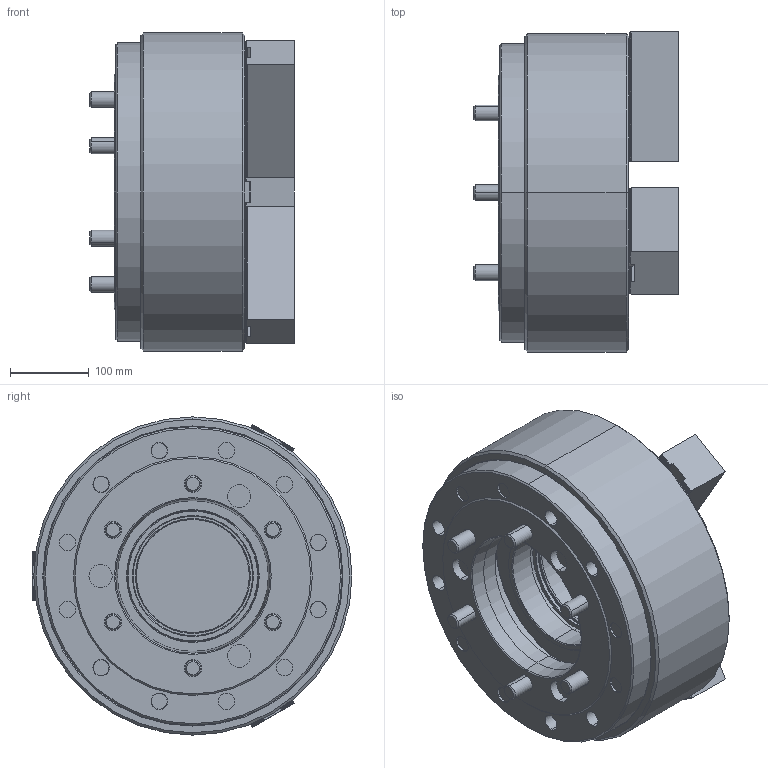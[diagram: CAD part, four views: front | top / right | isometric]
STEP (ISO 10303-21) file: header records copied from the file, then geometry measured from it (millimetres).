
FILE_DESCRIPTION (( 'STEP AP203' ), '1' );
FILE_NAME ('CF-3H-215A11.STEP', '2022-11-23T01:40:58', ( '' ), ( '' ), 'SwSTEP 2.0', 'SolidWorks 2020', '' );
FILE_SCHEMA (( 'CONFIG_CONTROL_DESIGN' ));
Length unit declared in the file: millimetre
Products named in the file (12): CF-3H-215-02010; 圓頭內六角螺栓_M20x50; CF-3H-215-04000; CF-3H-215-07000; CF-3H-215-06000; 3H-15B-09000-A11法蘭; SJ-15P; CF-3H-215A11; CF-3H-215-04000(寬25.5)(T型塊); 半圓頭六角孔螺栓_M6x12; CF-3H-215-01000; 圓頭內六角螺栓_M24x135
Assembly tree (34 placements, depth 2):
  CF-3H-215A11
    CF-3H-215-01000
    CF-3H-215-02010
    CF-3H-215-04000
    CF-3H-215-06000
    SJ-15P  x3
    CF-3H-215-04000(寬25.5)(T型塊)
    半圓頭六角孔螺栓_M6x12  x6
    圓頭內六角螺栓_M24x135  x6
    圓頭內六角螺栓_M20x50  x12
    CF-3H-215-07000
    3H-15B-09000-A11法蘭
Bounding box: 260.2 x 407.25 x 405 mm (x, y, z)
Volume: 18764445.4 mm3; surface area: 1535076.6 mm2
Topology: 34 solids, 34 shells, 3674 faces, 10221 edges, 6681 vertices
Faces by surface type: plane 2456, cylinder 966, cone 230, torus 22
Entity records: 43545 total; most frequent: CARTESIAN_POINT 8683, ORIENTED_EDGE 7234, DIRECTION 6437, EDGE_CURVE 3617, LINE 2633, VECTOR 2633, VERTEX_POINT 2372, AXIS2_PLACEMENT_3D 1902
